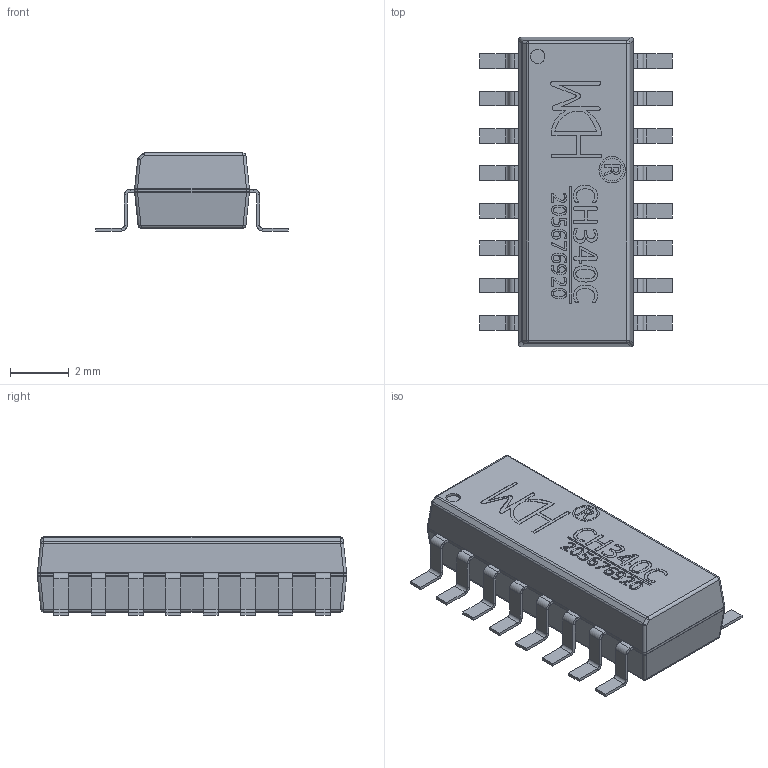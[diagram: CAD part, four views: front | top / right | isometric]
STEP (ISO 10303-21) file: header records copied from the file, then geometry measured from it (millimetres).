
FILE_DESCRIPTION (( 'STEP AP214' ), '1' );
FILE_NAME ('SOP127P660X265-16N.step', '2025-05-07T05:24:43', ( '' ), ( '' ), 'SwSTEP 2.0', 'SolidWorks 2020', '' );
FILE_SCHEMA (( 'AUTOMOTIVE_DESIGN' ));
Length unit declared in the file: millimetre
Products named in the file (1): SOP127P660X265-16N
Bounding box: 6.55 x 10.5 x 2.65 mm (x, y, z)
Surface area: 195.3 mm2 (no closed solid volume)
Topology: 0 solids, 18 shells, 706 faces, 1617 edges, 966 vertices
Faces by surface type: plane 404, bspline 181, cylinder 111, sphere 10
Entity records: 36627 total; most frequent: CARTESIAN_POINT 14132, ORIENTED_EDGE 3212, DIRECTION 2469, EDGE_CURVE 1607, VECTOR 1037, LINE 1037, VERTEX_POINT 966, EDGE_LOOP 736
